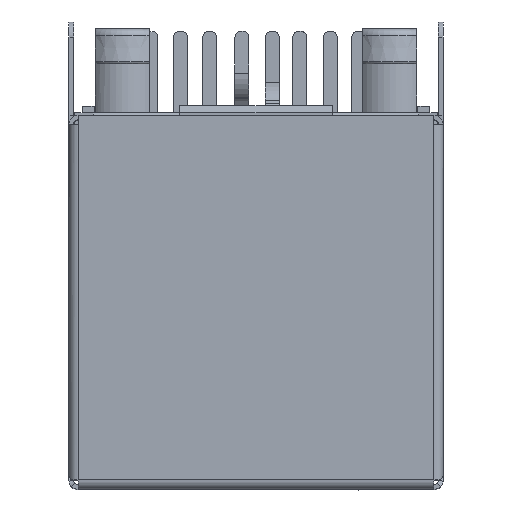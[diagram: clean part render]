
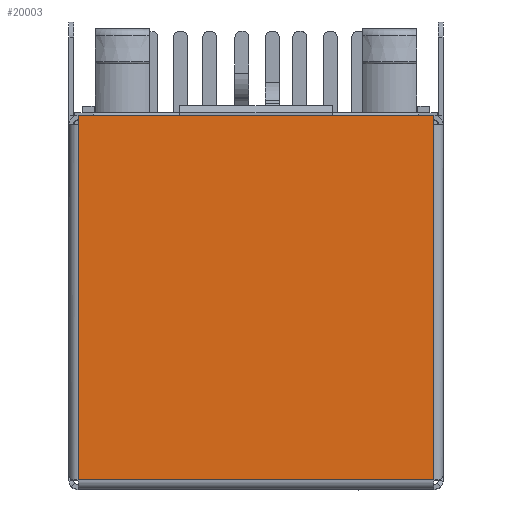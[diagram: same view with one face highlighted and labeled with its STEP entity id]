
A CAD part, top view. The second image highlights one B-rep face of the part: STEP entity #20003.
In plain terms, the highlighted planar face has unit normal (0, 0, 1).
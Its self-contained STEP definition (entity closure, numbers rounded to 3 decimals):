
#5681=ORIENTED_EDGE('',*,*,#9046,.T.);
#5682=ORIENTED_EDGE('',*,*,#8956,.T.);
#5683=ORIENTED_EDGE('',*,*,#9047,.T.);
#5684=ORIENTED_EDGE('',*,*,#9048,.T.);
#5685=ORIENTED_EDGE('',*,*,#9049,.T.);
#5686=ORIENTED_EDGE('',*,*,#8833,.T.);
#8833=EDGE_CURVE('',#10939,#10940,#13239,.T.);
#8956=EDGE_CURVE('',#11042,#11054,#13340,.T.);
#9046=EDGE_CURVE('',#10940,#11042,#13409,.T.);
#9047=EDGE_CURVE('',#11054,#10955,#13410,.T.);
#9048=EDGE_CURVE('',#10955,#10927,#13411,.T.);
#9049=EDGE_CURVE('',#10927,#10939,#13412,.T.);
#10927=VERTEX_POINT('',#33381);
#10939=VERTEX_POINT('',#33409);
#10940=VERTEX_POINT('',#33410);
#10955=VERTEX_POINT('',#33443);
#11042=VERTEX_POINT('',#33630);
#11054=VERTEX_POINT('',#33658);
#13239=LINE('',#33408,#15615);
#13340=LINE('',#33657,#15716);
#13409=LINE('',#33854,#15785);
#13410=LINE('',#33855,#15786);
#13411=LINE('',#33856,#15787);
#13412=LINE('',#33857,#15788);
#15615=VECTOR('',#27535,1000.);
#15716=VECTOR('',#27702,1000.);
#15785=VECTOR('',#27857,1000.);
#15786=VECTOR('',#27858,1000.);
#15787=VECTOR('',#27859,1000.);
#15788=VECTOR('',#27860,1000.);
#16990=EDGE_LOOP('',(#5681,#5682,#5683,#5684,#5685,#5686));
#18139=FACE_BOUND('',#16990,.T.);
#19034=PLANE('',#23030);
#20003=ADVANCED_FACE('',(#18139),#19034,.T.);
#23030=AXIS2_PLACEMENT_3D('',#33853,#27855,#27856);
#27535=DIRECTION('',(0.,-1.,0.));
#27702=DIRECTION('',(1.,0.,0.));
#27855=DIRECTION('',(0.,0.,1.));
#27856=DIRECTION('',(1.,0.,0.));
#27857=DIRECTION('',(1.,0.,0.));
#27858=DIRECTION('',(0.,1.,0.));
#27859=DIRECTION('',(-1.,0.,0.));
#27860=DIRECTION('',(-1.,0.,0.));
#33381=CARTESIAN_POINT('',(-7.395,7.6,8.35));
#33408=CARTESIAN_POINT('',(-7.795,7.6,8.35));
#33409=CARTESIAN_POINT('',(-7.795,7.6,8.35));
#33410=CARTESIAN_POINT('',(-7.795,-7.6,8.35));
#33443=CARTESIAN_POINT('',(7.805,7.6,8.35));
#33630=CARTESIAN_POINT('',(-7.395,-7.6,8.35));
#33657=CARTESIAN_POINT('',(8.014,-7.6,8.35));
#33658=CARTESIAN_POINT('',(7.805,-7.6,8.35));
#33853=CARTESIAN_POINT('',(0.,0.,8.35));
#33854=CARTESIAN_POINT('',(8.014,-7.6,8.35));
#33855=CARTESIAN_POINT('',(7.805,-7.6,8.35));
#33856=CARTESIAN_POINT('',(8.014,7.6,8.35));
#33857=CARTESIAN_POINT('',(8.014,7.6,8.35));
